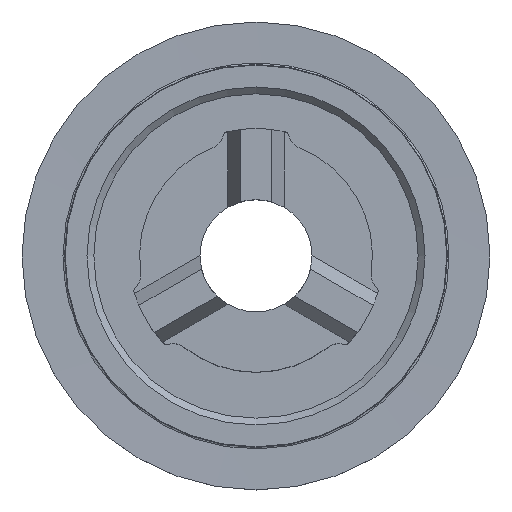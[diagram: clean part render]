
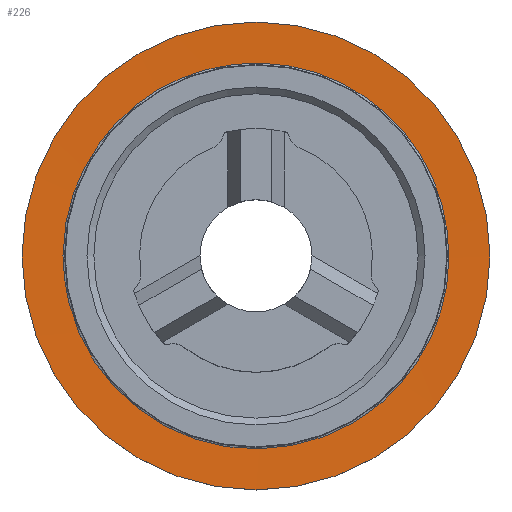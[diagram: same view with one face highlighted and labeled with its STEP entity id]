
A CAD part, top view. The second image highlights one B-rep face of the part: STEP entity #226.
In plain terms, the highlighted conical face has half-angle 89.1 degrees and reference radius 10.85 mm.
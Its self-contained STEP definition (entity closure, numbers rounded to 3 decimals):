
#63=B_SPLINE_CURVE_WITH_KNOTS('',3,(#1547,#1548,#1549,#1550,#1551,#1552,
#1553,#1554,#1555,#1556,#1557,#1558,#1559,#1560,#1561,#1562,#1563,#1564),
 .UNSPECIFIED.,.T.,.F.,(2,2,2,2,2,2,2,2,2,2,2),(-0.125,0.,0.125,0.25,0.375,
0.5,0.625,0.75,0.875,1.,1.125),.UNSPECIFIED.);
#67=CONICAL_SURFACE('',#971,10.85,89.1);
#226=ADVANCED_FACE('',(#273,#274),#67,.F.);
#273=FACE_BOUND('',#339,.T.);
#274=FACE_BOUND('',#340,.T.);
#339=EDGE_LOOP('',(#553));
#340=EDGE_LOOP('',(#554));
#553=ORIENTED_EDGE('',*,*,#742,.T.);
#554=ORIENTED_EDGE('',*,*,#740,.F.);
#633=VERTEX_POINT('',#1543);
#635=VERTEX_POINT('',#1565);
#740=EDGE_CURVE('',#633,#633,#805,.T.);
#742=EDGE_CURVE('',#635,#635,#63,.T.);
#805=CIRCLE('',#968,10.85);
#968=AXIS2_PLACEMENT_3D('',#1542,#1217,#1218);
#971=AXIS2_PLACEMENT_3D('',#1566,#1223,#1224);
#1217=DIRECTION('',(0.,0.,-1.));
#1218=DIRECTION('',(-1.,0.,0.));
#1223=DIRECTION('',(0.,0.,1.));
#1224=DIRECTION('',(1.,0.,0.));
#1542=CARTESIAN_POINT('',(0.,0.,-4.76));
#1543=CARTESIAN_POINT('',(-10.85,0.,-4.76));
#1547=CARTESIAN_POINT('',(6.505,-6.58,-4.79));
#1548=CARTESIAN_POINT('',(2.446,-8.923,-4.79));
#1549=CARTESIAN_POINT('',(-0.053,-9.252,-4.79));
#1550=CARTESIAN_POINT('',(-4.58,-8.039,-4.79));
#1551=CARTESIAN_POINT('',(-6.58,-6.505,-4.79));
#1552=CARTESIAN_POINT('',(-8.923,-2.446,-4.79));
#1553=CARTESIAN_POINT('',(-9.252,0.053,-4.79));
#1554=CARTESIAN_POINT('',(-8.039,4.58,-4.79));
#1555=CARTESIAN_POINT('',(-6.505,6.58,-4.79));
#1556=CARTESIAN_POINT('',(-2.446,8.923,-4.79));
#1557=CARTESIAN_POINT('',(0.053,9.252,-4.79));
#1558=CARTESIAN_POINT('',(4.58,8.039,-4.79));
#1559=CARTESIAN_POINT('',(6.58,6.505,-4.79));
#1560=CARTESIAN_POINT('',(8.923,2.446,-4.79));
#1561=CARTESIAN_POINT('',(9.252,-0.053,-4.79));
#1562=CARTESIAN_POINT('',(8.039,-4.58,-4.79));
#1563=CARTESIAN_POINT('',(6.505,-6.58,-4.79));
#1564=CARTESIAN_POINT('',(2.446,-8.923,-4.79));
#1565=CARTESIAN_POINT('',(4.475,-7.752,-4.79));
#1566=CARTESIAN_POINT('',(0.,0.,-4.76));
